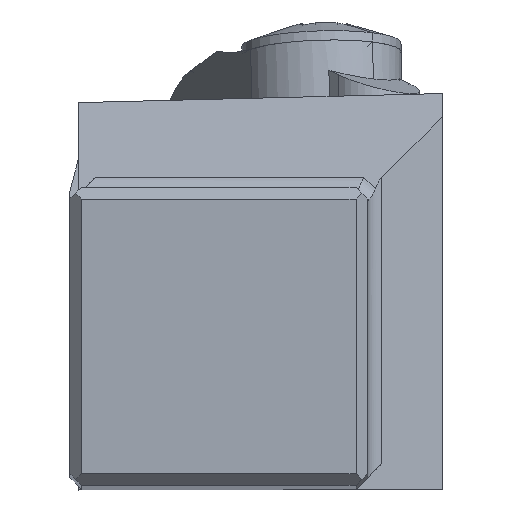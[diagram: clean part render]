
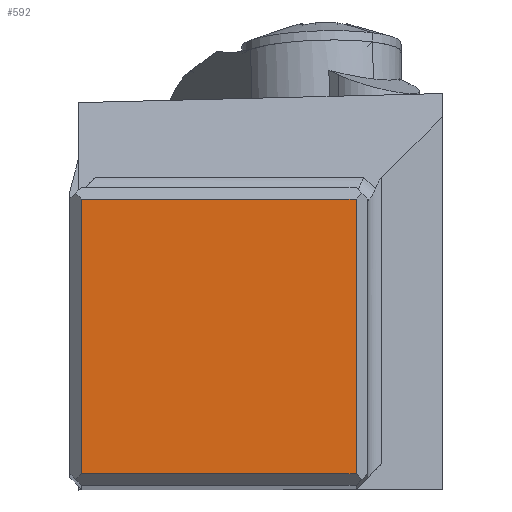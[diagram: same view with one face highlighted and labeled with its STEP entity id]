
A CAD part, top view. The second image highlights one B-rep face of the part: STEP entity #592.
In plain terms, the highlighted planar face has unit normal (0, 0, 1).
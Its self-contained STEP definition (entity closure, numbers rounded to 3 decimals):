
#400=FACE_OUTER_BOUND('',#970,.T.);
#592=ADVANCED_FACE('',(#400),#791,.T.);
#791=PLANE('',#4022);
#970=EDGE_LOOP('',(#1268,#1269,#1270,#1271));
#1268=ORIENTED_EDGE('',*,*,#2723,.T.);
#1269=ORIENTED_EDGE('',*,*,#2728,.T.);
#1270=ORIENTED_EDGE('',*,*,#2734,.T.);
#1271=ORIENTED_EDGE('',*,*,#2745,.T.);
#2334=VERTEX_POINT('',#5762);
#2335=VERTEX_POINT('',#5763);
#2338=VERTEX_POINT('',#5772);
#2342=VERTEX_POINT('',#5782);
#2723=EDGE_CURVE('',#2334,#2335,#3281,.T.);
#2728=EDGE_CURVE('',#2335,#2338,#3286,.T.);
#2734=EDGE_CURVE('',#2338,#2342,#3292,.T.);
#2745=EDGE_CURVE('',#2342,#2334,#3299,.T.);
#3281=LINE('',#5761,#3585);
#3286=LINE('',#5771,#3590);
#3292=LINE('',#5783,#3596);
#3299=LINE('',#5823,#3603);
#3585=VECTOR('',#4533,1.);
#3590=VECTOR('',#4540,1.);
#3596=VECTOR('',#4548,1.);
#3603=VECTOR('',#4573,1.);
#4022=AXIS2_PLACEMENT_3D('',#5824,#4574,#4575);
#4533=DIRECTION('',(0.,1.,0.));
#4540=DIRECTION('',(-1.,0.,0.));
#4548=DIRECTION('',(0.,-1.,0.));
#4573=DIRECTION('',(1.,0.,0.));
#4574=DIRECTION('',(0.,0.,1.));
#4575=DIRECTION('',(1.,0.,0.));
#5761=CARTESIAN_POINT('',(-0.5,0.5,0.));
#5762=CARTESIAN_POINT('',(-0.5,0.5,0.));
#5763=CARTESIAN_POINT('',(-0.5,12.2,0.));
#5771=CARTESIAN_POINT('',(-0.5,12.2,0.));
#5772=CARTESIAN_POINT('',(-12.2,12.2,0.));
#5782=CARTESIAN_POINT('',(-12.2,0.5,0.));
#5783=CARTESIAN_POINT('',(-12.2,12.2,0.));
#5823=CARTESIAN_POINT('',(-12.2,0.5,0.));
#5824=CARTESIAN_POINT('',(-6.35,6.35,0.));
